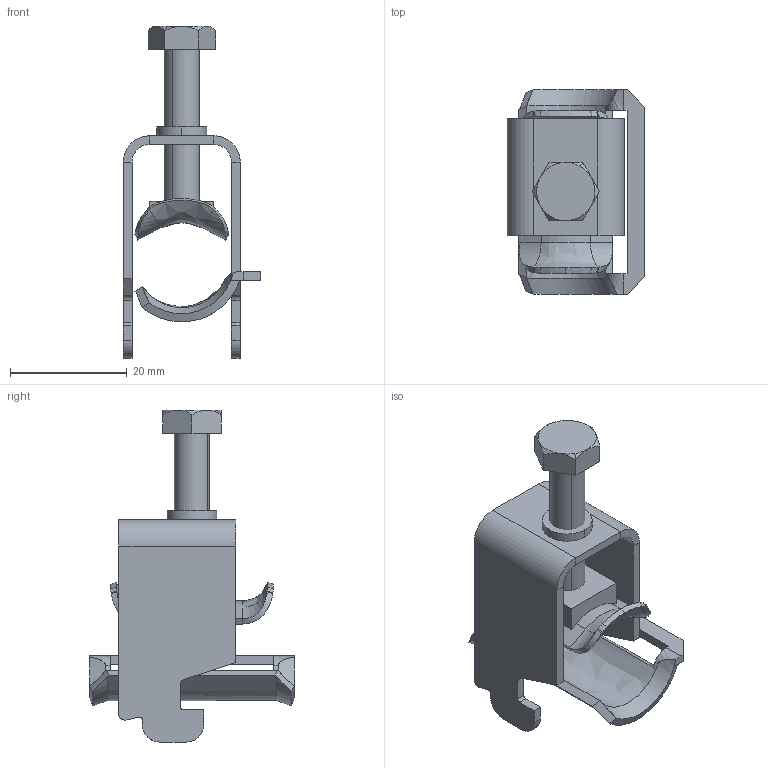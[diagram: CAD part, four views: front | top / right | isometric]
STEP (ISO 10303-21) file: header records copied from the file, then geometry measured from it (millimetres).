
FILE_DESCRIPTION(/* description */ (''),/* implementation_level */ '2;1');
FILE_NAME(/* name */ '1167022',/* time_stamp */ '2015-05-11T09:15:53+02:00',/* author */ (''),/* organization */ (''),/* preprocessor_version */ 'ST-DEVELOPER v15',/* originating_system */ '',/* authorisation */ '');
FILE_SCHEMA (('CONFIG_CONTROL_DESIGN'));
Length unit declared in the file: millimetre
Products named in the file (2): Document; Block 02
Assembly tree (1 placements, depth 2):
  Document
    Block 02
Bounding box: 23.5 x 35 x 56.77 mm (x, y, z)
Volume: 3473.6 mm3; surface area: 7342.2 mm2
Topology: 2 solids, 5 shells, 138 faces, 354 edges, 217 vertices
Faces by surface type: bspline 74, plane 64
Entity records: 6119 total; most frequent: CARTESIAN_POINT 3782, ORIENTED_EDGE 683, EDGE_CURVE 353, B_SPLINE_CURVE_WITH_KNOTS 248, VERTEX_POINT 215, EDGE_LOOP 145, ADVANCED_FACE 138, FACE_OUTER_BOUND 138
